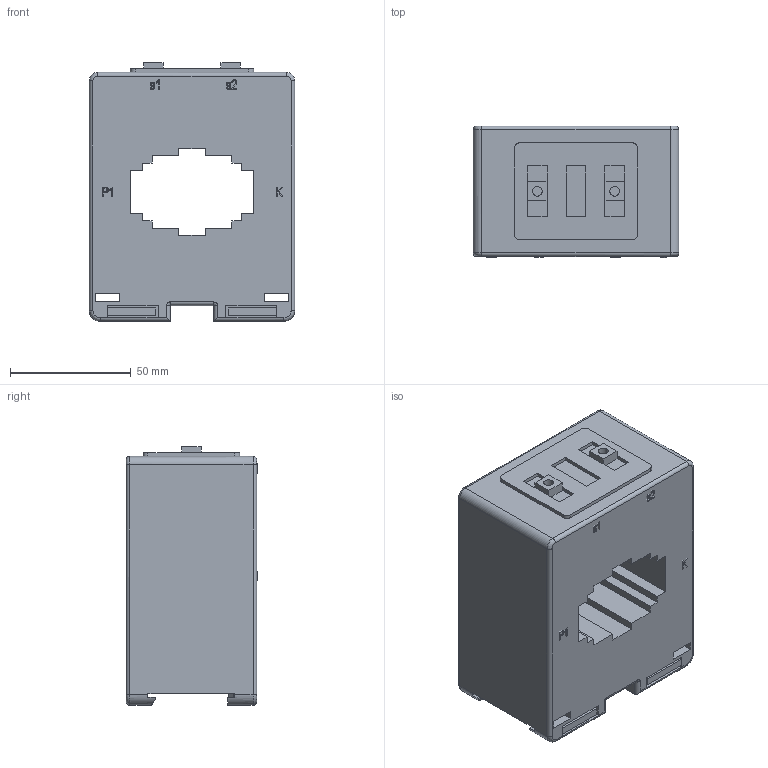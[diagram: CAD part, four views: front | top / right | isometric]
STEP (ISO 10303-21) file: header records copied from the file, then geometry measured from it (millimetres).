
FILE_DESCRIPTION(/* description */ (''),/* implementation_level */ '2;1');
FILE_NAME(/* name */ 'CAD_3D-DM31T.stp',/* time_stamp */ '2025-04-08T14:42:40+02:00',/* author */ (''),/* organization */ (''),/* preprocessor_version */ 'ST-DEVELOPER v16.7',/* originating_system */ 'SIEMENS PLM Software NX 12.0',/* authorisation */ '');
FILE_SCHEMA (('AP203_CONFIGURATION_CONTROLLED_3D_DESIGN_OF_MECHANICAL_PARTS_AND_ASSEMBLIES_MIM_LF { 1 0 10303 403 2 1 2}'));
Length unit declared in the file: millimetre
Products named in the file (1): Pulc1F140B5Fe56q
Bounding box: 85 x 54.5 x 107 mm (x, y, z)
Volume: 371882.7 mm3; surface area: 54638.5 mm2
Topology: 13 solids, 13 shells, 254 faces, 668 edges, 433 vertices
Faces by surface type: plane 188, cylinder 34, bspline 32
Entity records: 9155 total; most frequent: CARTESIAN_POINT 3041, ORIENTED_EDGE 1328, DIRECTION 1017, EDGE_CURVE 664, LINE 499, VECTOR 499, VERTEX_POINT 432, EDGE_LOOP 272
